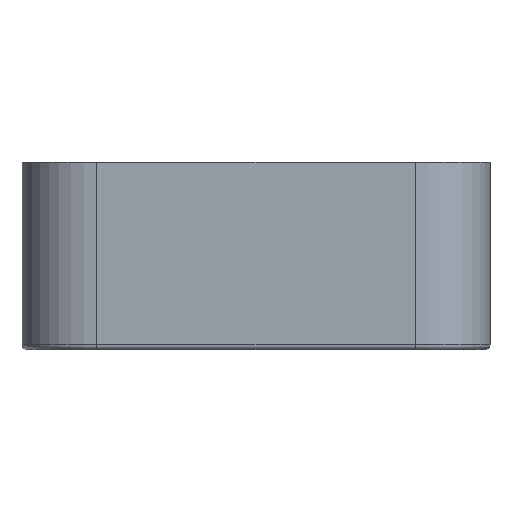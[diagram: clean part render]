
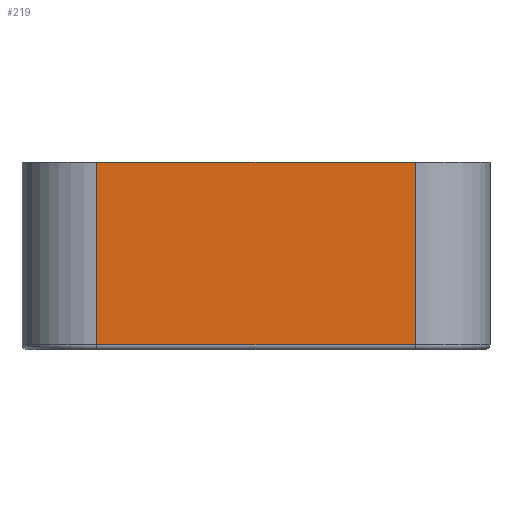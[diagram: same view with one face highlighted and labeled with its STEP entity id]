
A CAD part, left-side view. The second image highlights one B-rep face of the part: STEP entity #219.
In plain terms, the highlighted planar face has unit normal (-1, 0, 0).
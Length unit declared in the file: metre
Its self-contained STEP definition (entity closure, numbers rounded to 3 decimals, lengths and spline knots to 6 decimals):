
#219 = ADVANCED_FACE( '', ( #591 ), #592, .F. );
#591 = FACE_OUTER_BOUND( '', #2189, .T. );
#592 = PLANE( '', #2190 );
#2189 = EDGE_LOOP( '', ( #3402, #3403, #3404, #3405 ) );
#2190 = AXIS2_PLACEMENT_3D( '', #3406, #3407, #3408 );
#3402 = ORIENTED_EDGE( '', *, *, #3464, .T. );
#3403 = ORIENTED_EDGE( '', *, *, #3788, .T. );
#3404 = ORIENTED_EDGE( '', *, *, #3425, .F. );
#3405 = ORIENTED_EDGE( '', *, *, #3442, .F. );
#3406 = CARTESIAN_POINT( '', ( 0., 0.042, 0.02 ) );
#3407 = DIRECTION( '', ( 1., 0., 0. ) );
#3408 = DIRECTION( '', ( 0., 1., 0. ) );
#3425 = EDGE_CURVE( '', #3795, #3796, #3797, .T. );
#3442 = EDGE_CURVE( '', #3826, #3795, #3828, .T. );
#3464 = EDGE_CURVE( '', #3826, #3862, #3864, .T. );
#3788 = EDGE_CURVE( '', #3862, #3796, #4364, .T. );
#3795 = VERTEX_POINT( '', #4371 );
#3796 = VERTEX_POINT( '', #4372 );
#3797 = LINE( '', #4373, #4374 );
#3826 = VERTEX_POINT( '', #4412 );
#3828 = LINE( '', #4414, #4415 );
#3862 = VERTEX_POINT( '', #4460 );
#3864 = LINE( '', #4462, #4463 );
#4364 = LINE( '', #5114, #5115 );
#4371 = CARTESIAN_POINT( '', ( 0., 0.008, 0.02 ) );
#4372 = CARTESIAN_POINT( '', ( 0., 0.008, 0.0005 ) );
#4373 = CARTESIAN_POINT( '', ( 0., 0.008, 0.02 ) );
#4374 = VECTOR( '', #5125, 1. );
#4412 = CARTESIAN_POINT( '', ( 0., 0.042, 0.02 ) );
#4414 = CARTESIAN_POINT( '', ( 0., 0.042, 0.02 ) );
#4415 = VECTOR( '', #5156, 1. );
#4460 = CARTESIAN_POINT( '', ( 0., 0.042, 0.0005 ) );
#4462 = CARTESIAN_POINT( '', ( 0., 0.042, 0.02 ) );
#4463 = VECTOR( '', #5198, 1. );
#5114 = CARTESIAN_POINT( '', ( 0., 0.042, 0.0005 ) );
#5115 = VECTOR( '', #5866, 1. );
#5125 = DIRECTION( '', ( 0., 0., -1. ) );
#5156 = DIRECTION( '', ( 0., -1., 0. ) );
#5198 = DIRECTION( '', ( 0., 0., -1. ) );
#5866 = DIRECTION( '', ( 0., -1., 0. ) );
